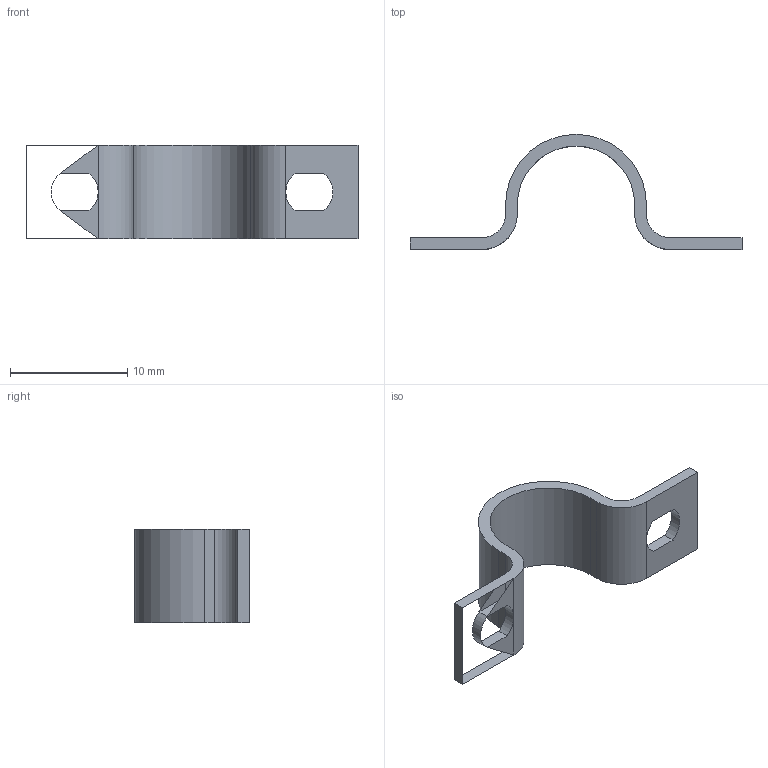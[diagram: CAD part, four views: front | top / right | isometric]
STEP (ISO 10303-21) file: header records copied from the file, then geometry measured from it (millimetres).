
FILE_DESCRIPTION (( 'STEP AP203' ), '1' );
FILE_NAME ('CLP10-PE.STP', '2017-08-16T13:26:05', ( '微软用户' ), ( '微软中国' ), 'SwSTEP 2.0', 'SolidWorks 2012', '' );
FILE_SCHEMA (( 'CONFIG_CONTROL_DESIGN' ));
Length unit declared in the file: millimetre
Products named in the file (1): CLP10-PE
Bounding box: 28.3 x 9.8 x 8 mm (x, y, z)
Volume: 312.3 mm3; surface area: 501.2 mm2
Topology: 1 solids, 1 shells, 26 faces, 96 edges, 60 vertices
Faces by surface type: plane 16, cylinder 10
Entity records: 981 total; most frequent: ORIENTED_EDGE 160, CARTESIAN_POINT 159, DIRECTION 158, EDGE_CURVE 80, VECTOR 56, LINE 56, VERTEX_POINT 52, AXIS2_PLACEMENT_3D 51
